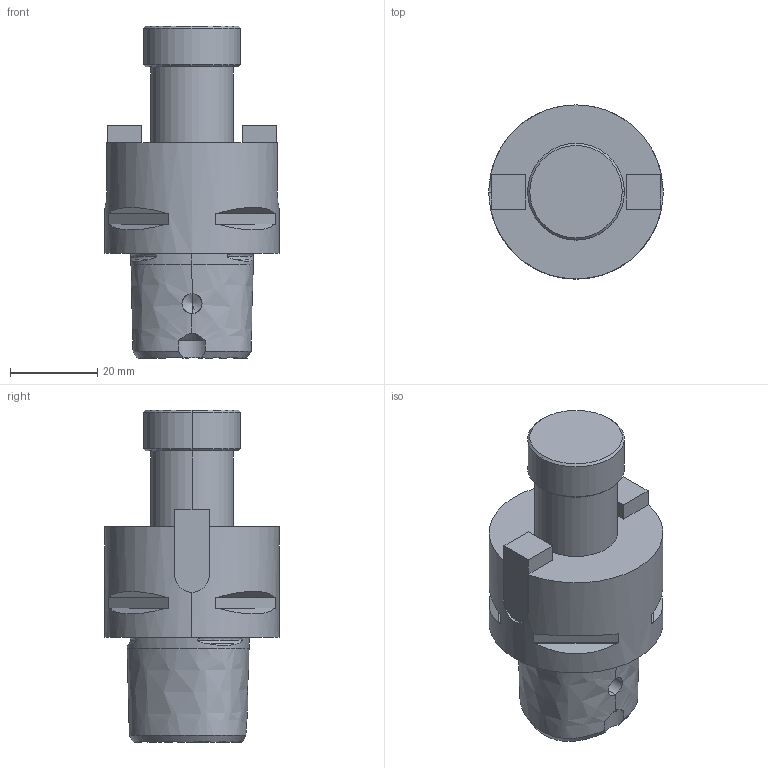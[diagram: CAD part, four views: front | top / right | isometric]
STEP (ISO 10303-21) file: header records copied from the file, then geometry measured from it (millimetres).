
FILE_DESCRIPTION (( 'STEP AP203' ), '1' );
FILE_NAME ('STP-5141-151-A48-100-1(141.151.64.100).STEP', '2021-07-21T05:37:19', ( '' ), ( '' ), 'SwSTEP 2.0', 'SolidWorks 2017', '' );
FILE_SCHEMA (( 'CONFIG_CONTROL_DESIGN' ));
Length unit declared in the file: millimetre
Products named in the file (1): STP-5141-151-A48-100-1(141.151.64.100)
Bounding box: 40 x 40 x 76.25 mm (x, y, z)
Volume: 46651 mm3; surface area: 13482.4 mm2
Topology: 3 solids, 3 shells, 104 faces, 244 edges, 151 vertices
Faces by surface type: plane 45, cylinder 24, cone 20, torus 9, bspline 6
Entity records: 5149 total; most frequent: CARTESIAN_POINT 2774, ORIENTED_EDGE 480, DIRECTION 467, EDGE_CURVE 240, AXIS2_PLACEMENT_3D 185, VERTEX_POINT 151, EDGE_LOOP 115, ADVANCED_FACE 104
